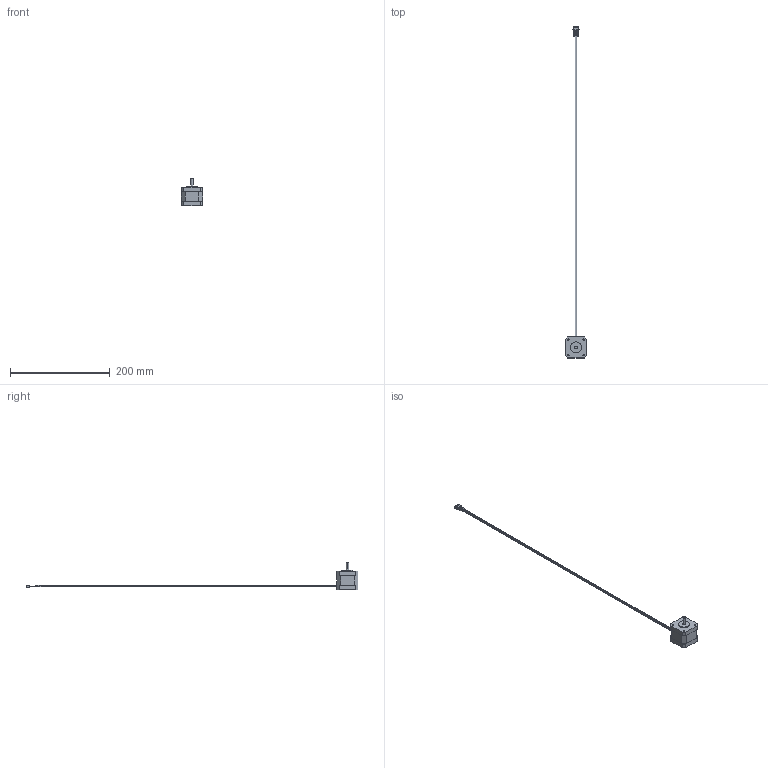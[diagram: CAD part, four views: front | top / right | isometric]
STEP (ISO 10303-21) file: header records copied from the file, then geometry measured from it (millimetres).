
FILE_DESCRIPTION (( 'STEP AP203' ), '1' );
FILE_NAME ('2203-02.STEP', '2014-12-22T08:46:22', ( '' ), ( '' ), 'SwSTEP 2.0', 'SolidWorks 2014', '' );
FILE_SCHEMA (( 'CONFIG_CONTROL_DESIGN' ));
Length unit declared in the file: millimetre
Products named in the file (1): 2203-02
Bounding box: 42.3 x 664.8 x 56 mm (x, y, z)
Volume: 67640.2 mm3; surface area: 18219.7 mm2
Topology: 2 solids, 2 shells, 182 faces, 466 edges, 306 vertices
Faces by surface type: plane 134, cylinder 32, torus 16
Entity records: 5555 total; most frequent: CARTESIAN_POINT 955, DIRECTION 934, ORIENTED_EDGE 932, EDGE_CURVE 466, VECTOR 364, LINE 364, VERTEX_POINT 306, AXIS2_PLACEMENT_3D 285
